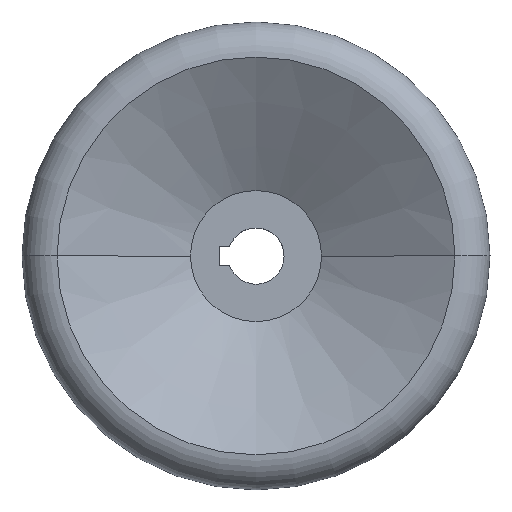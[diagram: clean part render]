
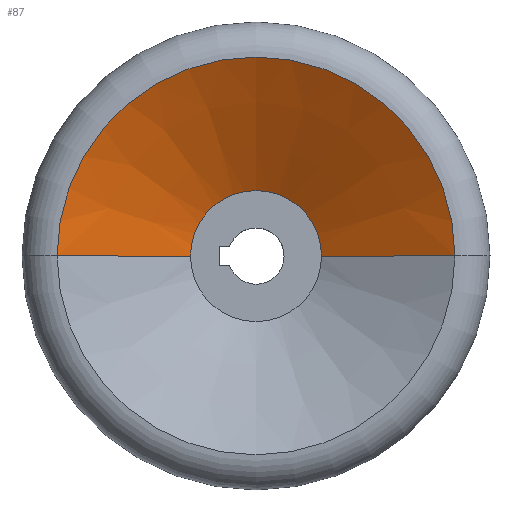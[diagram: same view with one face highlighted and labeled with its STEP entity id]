
A CAD part, top view. The second image highlights one B-rep face of the part: STEP entity #87.
In plain terms, the highlighted conical face has half-angle 59.931 degrees and reference radius 28.25 mm.
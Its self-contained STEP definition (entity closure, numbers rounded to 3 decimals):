
#87=ADVANCED_FACE('',(#174),#175,.F.);
#174=FACE_OUTER_BOUND('',#257,.T.);
#175=CONICAL_SURFACE('',#258,28.25,1.046);
#257=EDGE_LOOP('',(#433,#434,#435,#436));
#258=AXIS2_PLACEMENT_3D('',#437,#438,#439);
#433=ORIENTED_EDGE('',*,*,#495,.T.);
#434=ORIENTED_EDGE('',*,*,#502,.T.);
#435=ORIENTED_EDGE('',*,*,#496,.T.);
#436=ORIENTED_EDGE('',*,*,#476,.F.);
#437=CARTESIAN_POINT('',(0.,0.,24.75));
#438=DIRECTION('',(0.0,-0.0,1.0));
#439=DIRECTION('',(-1.0,0.,0.0));
#476=EDGE_CURVE('',#553,#555,#556,.T.);
#495=EDGE_CURVE('',#553,#583,#584,.T.);
#496=EDGE_CURVE('',#585,#555,#586,.T.);
#502=EDGE_CURVE('',#583,#585,#594,.T.);
#553=VERTEX_POINT('',#659);
#555=VERTEX_POINT('',#661);
#556=CIRCLE('',#662,42.5);
#583=VERTEX_POINT('',#693);
#584=LINE('',#694,#695);
#585=VERTEX_POINT('',#696);
#586=LINE('',#697,#698);
#594=CIRCLE('',#708,14.0);
#659=CARTESIAN_POINT('',(-42.5,0.,33.0));
#661=CARTESIAN_POINT('',(42.5,0.,33.0));
#662=AXIS2_PLACEMENT_3D('',#788,#789,#790);
#693=CARTESIAN_POINT('',(-14.0,0.,16.5));
#694=CARTESIAN_POINT('',(-28.25,0.,24.75));
#695=VECTOR('',#822,1.0);
#696=CARTESIAN_POINT('',(14.0,0.,16.5));
#697=CARTESIAN_POINT('',(28.25,0.,24.75));
#698=VECTOR('',#823,1.0);
#708=AXIS2_PLACEMENT_3D('',#832,#833,#834);
#788=CARTESIAN_POINT('',(0.,0.,33.0));
#789=DIRECTION('',(-0.0,0.0,-1.0));
#790=DIRECTION('',(-1.0,0.,0.0));
#822=DIRECTION('',(0.865,0.,-0.501));
#823=DIRECTION('',(0.865,0.,0.501));
#832=CARTESIAN_POINT('',(0.,0.,16.5));
#833=DIRECTION('',(-0.0,0.0,-1.0));
#834=DIRECTION('',(-1.0,0.,0.0));
